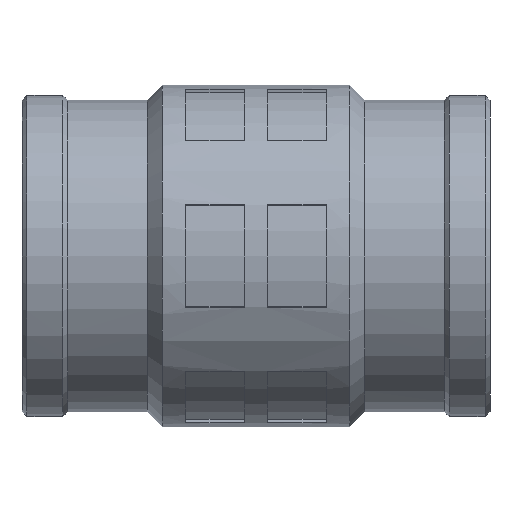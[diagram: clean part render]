
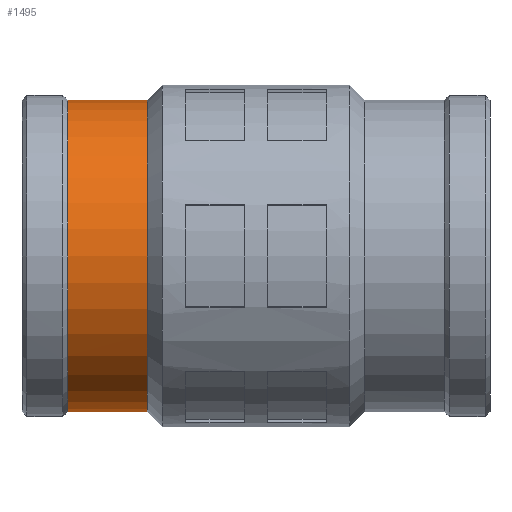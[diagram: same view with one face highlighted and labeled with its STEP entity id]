
A CAD part, front view. The second image highlights one B-rep face of the part: STEP entity #1495.
In plain terms, the highlighted cylindrical face has radius 49.237 mm (diameter 98.474 mm), a full revolution.
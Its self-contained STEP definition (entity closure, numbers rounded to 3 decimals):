
#29=B_SPLINE_CURVE_WITH_KNOTS('',3,(#2636,#2637,#2638,#2639,#2640,#2641,
#2642,#2643,#2644,#2645,#2646,#2647,#2648,#2649,#2650,#2651,#2652,#2653),
 .UNSPECIFIED.,.F.,.F.,(4,2,2,2,2,2,2,2,4),(0.251,0.35,
0.701,1.05,1.4,1.75,2.099,
2.45,2.549),.UNSPECIFIED.);
#62=FACE_BOUND('',#303,.T.);
#107=CYLINDRICAL_SURFACE('',#1659,49.237);
#191=FACE_OUTER_BOUND('',#302,.T.);
#302=EDGE_LOOP('',(#1250));
#303=EDGE_LOOP('',(#1251,#1252));
#413=CIRCLE('',#1660,49.237);
#414=CIRCLE('',#1661,49.237);
#744=VERTEX_POINT('',#2628);
#745=VERTEX_POINT('',#2635);
#752=VERTEX_POINT('',#2708);
#935=EDGE_CURVE('',#745,#744,#29,.T.);
#943=EDGE_CURVE('',#752,#752,#413,.T.);
#944=EDGE_CURVE('',#744,#745,#414,.T.);
#1250=ORIENTED_EDGE('',*,*,#943,.F.);
#1251=ORIENTED_EDGE('',*,*,#935,.T.);
#1252=ORIENTED_EDGE('',*,*,#944,.T.);
#1495=ADVANCED_FACE('',(#191,#62),#107,.T.);
#1659=AXIS2_PLACEMENT_3D('',#2707,#2079,#2080);
#1660=AXIS2_PLACEMENT_3D('',#2709,#2081,#2082);
#1661=AXIS2_PLACEMENT_3D('',#2710,#2083,#2084);
#2079=DIRECTION('center_axis',(1.,0.,0.));
#2080=DIRECTION('ref_axis',(0.,1.,0.));
#2081=DIRECTION('center_axis',(1.,0.,0.));
#2082=DIRECTION('ref_axis',(0.,0.,-1.));
#2083=DIRECTION('center_axis',(1.,0.,0.));
#2084=DIRECTION('ref_axis',(0.,0.,-1.));
#2628=CARTESIAN_POINT('',(-59.6,48.419,8.941));
#2635=CARTESIAN_POINT('',(-59.6,48.419,-8.941));
#2636=CARTESIAN_POINT('Ctrl Pts',(-59.6,48.419,-8.941));
#2637=CARTESIAN_POINT('Ctrl Pts',(-59.264,48.437,-8.844));
#2638=CARTESIAN_POINT('Ctrl Pts',(-58.933,48.458,-8.726));
#2639=CARTESIAN_POINT('Ctrl Pts',(-57.471,48.567,-8.112));
#2640=CARTESIAN_POINT('Ctrl Pts',(-56.434,48.686,-7.391));
#2641=CARTESIAN_POINT('Ctrl Pts',(-54.803,48.909,-5.738));
#2642=CARTESIAN_POINT('Ctrl Pts',(-54.097,49.026,-4.694));
#2643=CARTESIAN_POINT('Ctrl Pts',(-53.161,49.192,-2.408));
#2644=CARTESIAN_POINT('Ctrl Pts',(-52.931,49.237,-1.166));
#2645=CARTESIAN_POINT('Ctrl Pts',(-52.931,49.237,1.166));
#2646=CARTESIAN_POINT('Ctrl Pts',(-53.161,49.192,2.408));
#2647=CARTESIAN_POINT('Ctrl Pts',(-54.097,49.026,4.694));
#2648=CARTESIAN_POINT('Ctrl Pts',(-54.803,48.909,5.738));
#2649=CARTESIAN_POINT('Ctrl Pts',(-56.434,48.686,7.391));
#2650=CARTESIAN_POINT('Ctrl Pts',(-57.471,48.567,8.112));
#2651=CARTESIAN_POINT('Ctrl Pts',(-58.933,48.458,8.726));
#2652=CARTESIAN_POINT('Ctrl Pts',(-59.264,48.437,8.844));
#2653=CARTESIAN_POINT('Ctrl Pts',(-59.6,48.419,8.941));
#2707=CARTESIAN_POINT('Origin',(-46.981,0.,0.));
#2708=CARTESIAN_POINT('',(-34.363,49.237,0.));
#2709=CARTESIAN_POINT('Origin',(-34.363,0.,0.));
#2710=CARTESIAN_POINT('Origin',(-59.6,0.,0.));
